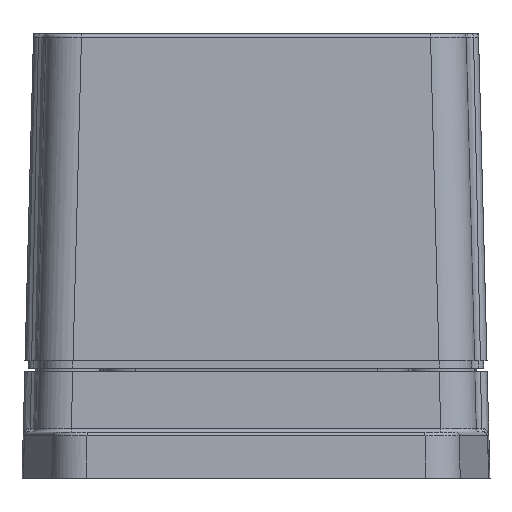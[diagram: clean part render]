
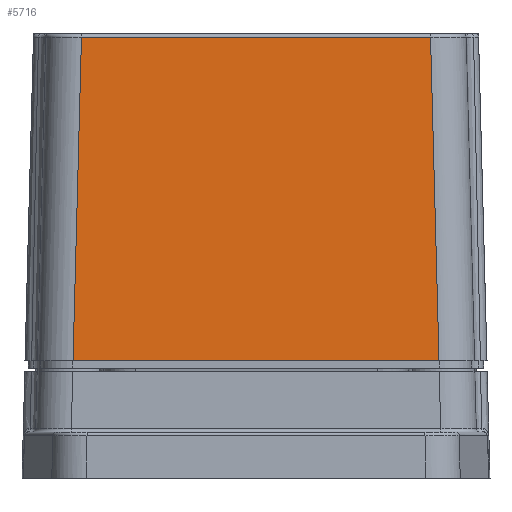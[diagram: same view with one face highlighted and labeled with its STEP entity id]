
A CAD part, front view. The second image highlights one B-rep face of the part: STEP entity #5716.
In plain terms, the highlighted planar face has unit normal (0, -1, 0.026).
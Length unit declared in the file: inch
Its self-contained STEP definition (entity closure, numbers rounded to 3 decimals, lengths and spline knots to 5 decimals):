
#844 = EDGE_CURVE ( 'NONE', #18776, #31336, #38302, .T. ) ;
#1587 = ORIENTED_EDGE ( 'NONE', *, *, #844, .T. ) ;
#4215 = CARTESIAN_POINT ( 'NONE',  ( 1.87185, -3.2527, 1.85091 ) ) ;
#5716 = ADVANCED_FACE ( 'NONE', ( #16318 ), #19900, .T. ) ;
#6320 = CARTESIAN_POINT ( 'NONE',  ( -0.10686, -3.29962, 0.05906 ) ) ;
#7086 = LINE ( 'NONE', #19246, #9659 ) ;
#7739 = DIRECTION ( 'NONE',  ( 0., -1., 0.026 ) ) ;
#7814 = DIRECTION ( 'NONE',  ( -1., 0., 0. ) ) ;
#8202 = CARTESIAN_POINT ( 'NONE',  ( 0.90595, -3.29962, 0.05906 ) ) ;
#9659 = VECTOR ( 'NONE', #16258, 39.37008 ) ;
#10080 = EDGE_CURVE ( 'NONE', #18776, #30913, #35485, .T. ) ;
#10626 = AXIS2_PLACEMENT_3D ( 'NONE', #28644, #7739, #28449 ) ;
#11431 = CARTESIAN_POINT ( 'NONE',  ( 1.91877, -3.29962, 0.05906 ) ) ;
#14003 = DIRECTION ( 'NONE',  ( -1., 0., 0. ) ) ;
#14511 = ORIENTED_EDGE ( 'NONE', *, *, #10080, .F. ) ;
#14726 = ORIENTED_EDGE ( 'NONE', *, *, #35651, .F. ) ;
#16258 = DIRECTION ( 'NONE',  ( 0.026, 0.026, 0.999 ) ) ;
#16318 = FACE_OUTER_BOUND ( 'NONE', #25458, .T. ) ;
#16814 = CARTESIAN_POINT ( 'NONE',  ( 1.91877, -3.29962, 0.05906 ) ) ;
#18776 = VERTEX_POINT ( 'NONE', #11431 ) ;
#19246 = CARTESIAN_POINT ( 'NONE',  ( -0.10632, -3.29908, 0.07966 ) ) ;
#19900 = PLANE ( 'NONE',  #10626 ) ;
#20187 = CARTESIAN_POINT ( 'NONE',  ( 2.18548, -3.2527, 1.85091 ) ) ;
#20616 = VERTEX_POINT ( 'NONE', #34623 ) ;
#21413 = ORIENTED_EDGE ( 'NONE', *, *, #29486, .T. ) ;
#22386 = DIRECTION ( 'NONE',  ( -0.026, 0.026, 0.999 ) ) ;
#25458 = EDGE_LOOP ( 'NONE', ( #21413, #14726, #14511, #1587 ) ) ;
#28449 = DIRECTION ( 'NONE',  ( 0., -0.026, -1. ) ) ;
#28551 = VECTOR ( 'NONE', #14003, 39.37008 ) ;
#28644 = CARTESIAN_POINT ( 'NONE',  ( 2.18548, -3.30065, 0.01969 ) ) ;
#29486 = EDGE_CURVE ( 'NONE', #31336, #20616, #35298, .T. ) ;
#30913 = VERTEX_POINT ( 'NONE', #6320 ) ;
#31336 = VERTEX_POINT ( 'NONE', #4215 ) ;
#34623 = CARTESIAN_POINT ( 'NONE',  ( -0.05994, -3.2527, 1.85091 ) ) ;
#35298 = LINE ( 'NONE', #20187, #28551 ) ;
#35485 = LINE ( 'NONE', #8202, #36550 ) ;
#35651 = EDGE_CURVE ( 'NONE', #30913, #20616, #7086, .T. ) ;
#36550 = VECTOR ( 'NONE', #7814, 39.37008 ) ;
#37866 = VECTOR ( 'NONE', #22386, 39.37008 ) ;
#38302 = LINE ( 'NONE', #16814, #37866 ) ;
